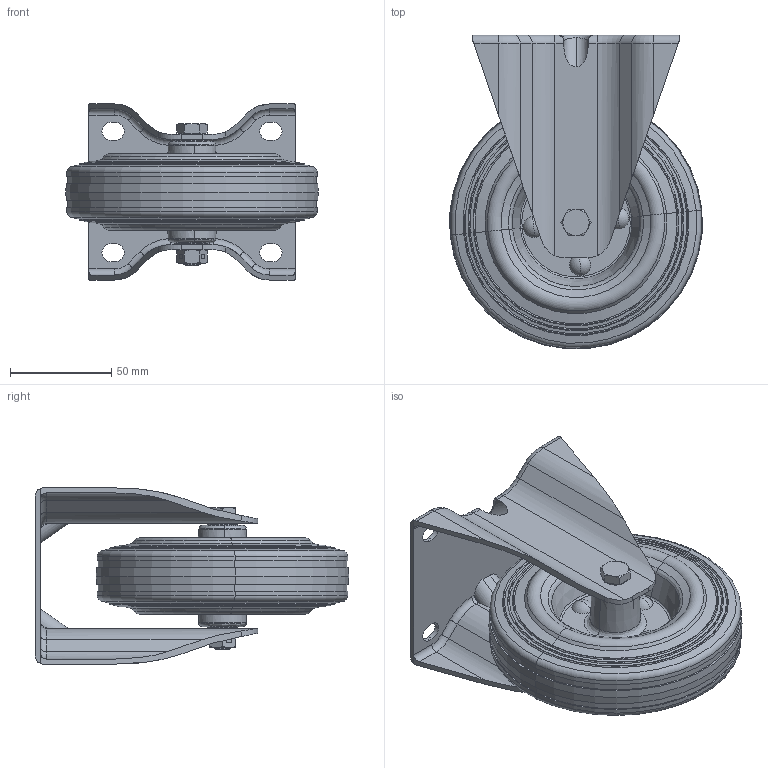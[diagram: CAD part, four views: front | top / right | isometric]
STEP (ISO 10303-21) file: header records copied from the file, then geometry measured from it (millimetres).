
FILE_DESCRIPTION (( 'STEP AP214' ), '1' );
FILE_NAME ('0029273WIC.step', '2024-03-27T12:07:16', ( '' ), ( '' ), 'SwSTEP 2.0', 'SolidWorks 2020', '' );
FILE_SCHEMA (( 'AUTOMOTIVE_DESIGN' ));
Length unit declared in the file: millimetre
Products named in the file (1): 0029273WIC
Bounding box: 124.65 x 154.82 x 87 mm (x, y, z)
Volume: 368550.2 mm3; surface area: 128147.3 mm2
Topology: 12 solids, 12 shells, 481 faces, 1120 edges, 669 vertices
Faces by surface type: cylinder 128, plane 122, cone 102, torus 84, bspline 45
Entity records: 20892 total; most frequent: CARTESIAN_POINT 4647, DIRECTION 2360, ORIENTED_EDGE 2208, EDGE_CURVE 1104, AXIS2_PLACEMENT_3D 976, VERTEX_POINT 669, EDGE_LOOP 543, CIRCLE 539
